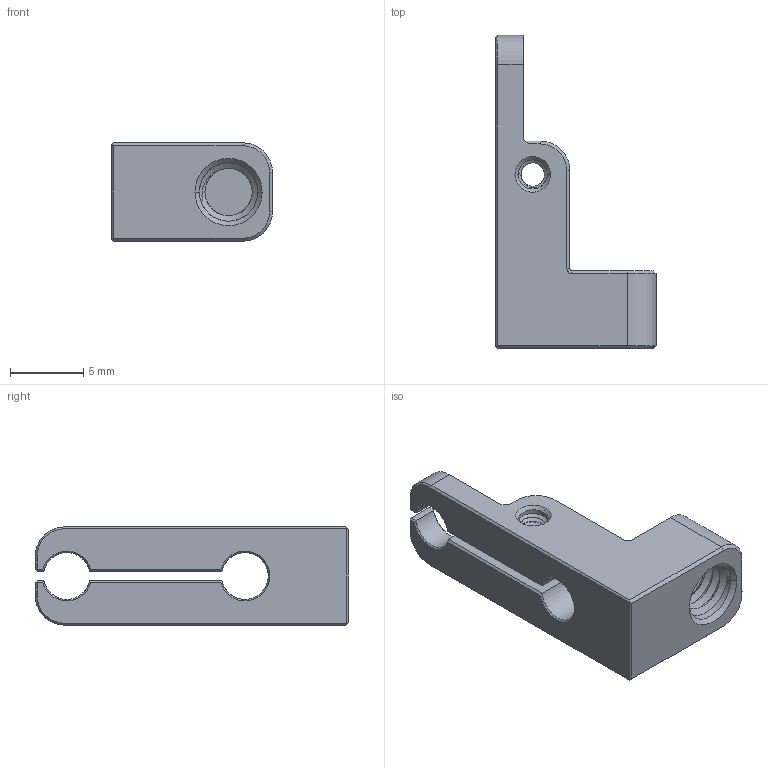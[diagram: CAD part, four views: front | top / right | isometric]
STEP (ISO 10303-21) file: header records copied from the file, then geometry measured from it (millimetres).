
FILE_DESCRIPTION((''),'2;1');
FILE_NAME('FCM-32A','2021-12-10T',('daizhiwen'),(''),'CREO PARAMETRIC BY PTC INC, 2018360','CREO PARAMETRIC BY PTC INC, 2018360','');
FILE_SCHEMA(('CONFIG_CONTROL_DESIGN'));
Length unit declared in the file: millimetre
Products named in the file (1): FCM-32A
Bounding box: 11 x 21.46 x 6.73 mm (x, y, z)
Volume: 607.7 mm3; surface area: 825.8 mm2
Topology: 1 solids, 1 shells, 137 faces, 350 edges, 217 vertices
Faces by surface type: plane 56, cylinder 40, cone 25, bspline 16
Entity records: 6419 total; most frequent: CARTESIAN_POINT 3266, ORIENTED_EDGE 700, DIRECTION 556, EDGE_CURVE 350, VERTEX_POINT 217, VECTOR 192, LINE 192, AXIS2_PLACEMENT_3D 182
